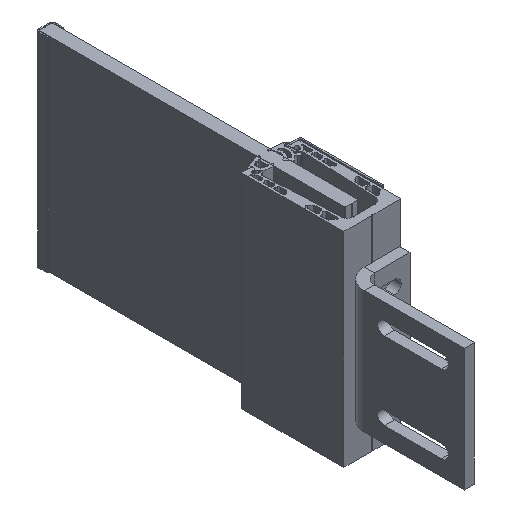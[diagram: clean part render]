
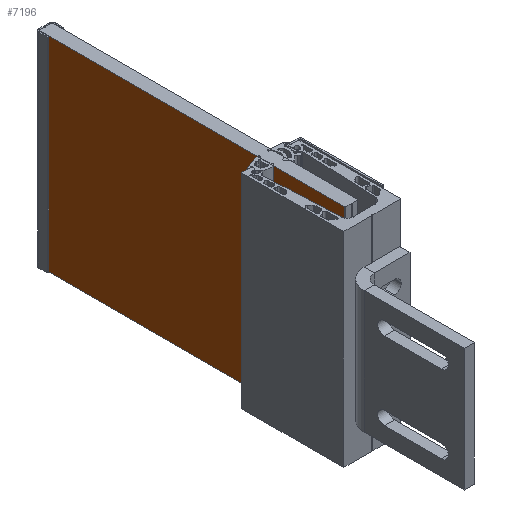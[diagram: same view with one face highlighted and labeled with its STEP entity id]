
A CAD part, isometric view. The second image highlights one B-rep face of the part: STEP entity #7196.
In plain terms, the highlighted planar face has unit normal (-1, 0, 0).
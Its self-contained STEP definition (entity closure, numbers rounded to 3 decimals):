
#168 = CARTESIAN_POINT ( 'NONE',  ( -6.38, -150., 100. ) ) ;
#377 = PLANE ( 'NONE',  #19808 ) ;
#463 = DIRECTION ( 'NONE',  ( 0., -1., 0. ) ) ;
#1980 = CARTESIAN_POINT ( 'NONE',  ( -6.38, 149.5, 100. ) ) ;
#2403 = VECTOR ( 'NONE', #3987, 1000. ) ;
#3382 = EDGE_LOOP ( 'NONE', ( #19276, #3771, #16423, #12171 ) ) ;
#3771 = ORIENTED_EDGE ( 'NONE', *, *, #14200, .T. ) ;
#3987 = DIRECTION ( 'NONE',  ( 0., 0., 1. ) ) ;
#4460 = CARTESIAN_POINT ( 'NONE',  ( -6.38, 149.5, -100. ) ) ;
#5531 = EDGE_CURVE ( 'NONE', #17617, #10340, #6555, .T. ) ;
#6055 = CARTESIAN_POINT ( 'NONE',  ( -6.38, -149.5, -100. ) ) ;
#6269 = VECTOR ( 'NONE', #463, 1000. ) ;
#6555 = LINE ( 'NONE', #12668, #11667 ) ;
#6577 = FACE_OUTER_BOUND ( 'NONE', #3382, .T. ) ;
#7196 = ADVANCED_FACE ( 'NONE', ( #6577 ), #377, .F. ) ;
#7263 = VECTOR ( 'NONE', #8183, 1000. ) ;
#8183 = DIRECTION ( 'NONE',  ( 0., 0., -1. ) ) ;
#9539 = DIRECTION ( 'NONE',  ( 0., 0., -1. ) ) ;
#9640 = CARTESIAN_POINT ( 'NONE',  ( -6.38, -150., 100. ) ) ;
#9707 = DIRECTION ( 'NONE',  ( 0., -1., 0. ) ) ;
#10340 = VERTEX_POINT ( 'NONE', #6055 ) ;
#11120 = EDGE_CURVE ( 'NONE', #14901, #15261, #11154, .T. ) ;
#11139 = LINE ( 'NONE', #1980, #7263 ) ;
#11154 = LINE ( 'NONE', #168, #6269 ) ;
#11667 = VECTOR ( 'NONE', #9707, 1000. ) ;
#12171 = ORIENTED_EDGE ( 'NONE', *, *, #14046, .T. ) ;
#12586 = DIRECTION ( 'NONE',  ( 1., 0., 0. ) ) ;
#12668 = CARTESIAN_POINT ( 'NONE',  ( -6.38, -150., -100. ) ) ;
#14046 = EDGE_CURVE ( 'NONE', #14901, #17617, #11139, .T. ) ;
#14200 = EDGE_CURVE ( 'NONE', #10340, #15261, #17924, .T. ) ;
#14901 = VERTEX_POINT ( 'NONE', #17290 ) ;
#15261 = VERTEX_POINT ( 'NONE', #16876 ) ;
#16423 = ORIENTED_EDGE ( 'NONE', *, *, #11120, .F. ) ;
#16876 = CARTESIAN_POINT ( 'NONE',  ( -6.38, -149.5, 100. ) ) ;
#17290 = CARTESIAN_POINT ( 'NONE',  ( -6.38, 149.5, 100. ) ) ;
#17617 = VERTEX_POINT ( 'NONE', #4460 ) ;
#17924 = LINE ( 'NONE', #18021, #2403 ) ;
#18021 = CARTESIAN_POINT ( 'NONE',  ( -6.38, -149.5, 100. ) ) ;
#19276 = ORIENTED_EDGE ( 'NONE', *, *, #5531, .T. ) ;
#19808 = AXIS2_PLACEMENT_3D ( 'NONE', #9640, #12586, #9539 ) ;
